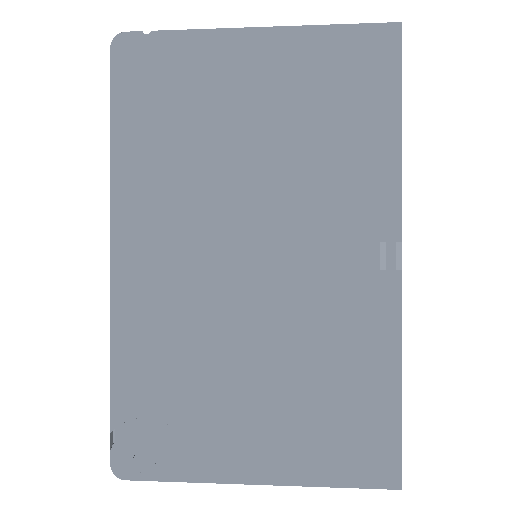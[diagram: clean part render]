
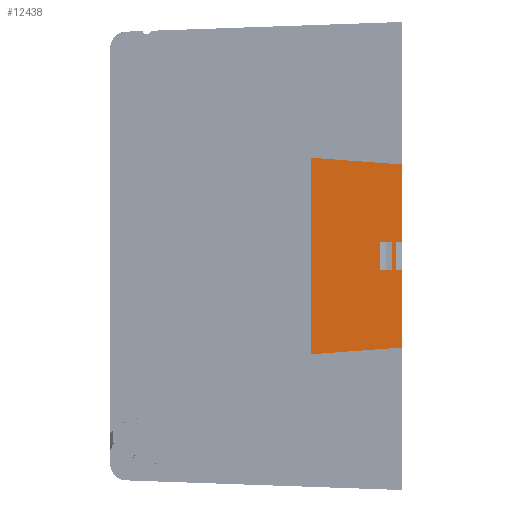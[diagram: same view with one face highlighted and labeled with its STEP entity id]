
A CAD part, left-side view. The second image highlights one B-rep face of the part: STEP entity #12438.
In plain terms, the highlighted planar face has unit normal (-1, 0, 0).
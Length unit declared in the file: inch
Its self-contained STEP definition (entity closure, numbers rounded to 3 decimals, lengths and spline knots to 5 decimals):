
#3317 = DIRECTION ( 'NONE',  ( 0., 0., -1. ) ) ;
#10006 = VECTOR ( 'NONE', #124443, 39.37008 ) ;
#10437 = CARTESIAN_POINT ( 'NONE',  ( -6.525, -1.85, 0.075 ) ) ;
#12438 = ADVANCED_FACE ( 'NONE', ( #24890, #118202 ), #83694, .F. ) ;
#14509 = CARTESIAN_POINT ( 'NONE',  ( -6.525, -1.735, 0.075 ) ) ;
#16655 = ORIENTED_EDGE ( 'NONE', *, *, #192107, .F. ) ;
#17250 = EDGE_CURVE ( 'NONE', #200908, #68851, #140626, .T. ) ;
#19597 = CARTESIAN_POINT ( 'NONE',  ( -6.525, -0.75, 6.69233 ) ) ;
#20168 = LINE ( 'NONE', #149172, #20570 ) ;
#20570 = VECTOR ( 'NONE', #68008, 39.37008 ) ;
#22018 = DIRECTION ( 'NONE',  ( 0., 0., -1. ) ) ;
#23514 = CARTESIAN_POINT ( 'NONE',  ( -6.525, -0.75, -0.94653 ) ) ;
#24541 = VECTOR ( 'NONE', #111142, 39.37008 ) ;
#24890 = FACE_OUTER_BOUND ( 'NONE', #145105, .T. ) ;
#24889 = VECTOR ( 'NONE', #111047, 39.37008 ) ;
#26020 = VECTOR ( 'NONE', #35166, 39.37008 ) ;
#26216 = LINE ( 'NONE', #178547, #26020 ) ;
#28758 = EDGE_CURVE ( 'NONE', #193398, #42083, #139264, .T. ) ;
#29556 = CARTESIAN_POINT ( 'NONE',  ( -6.525, -1.735, 0.075 ) ) ;
#30261 = ORIENTED_EDGE ( 'NONE', *, *, #38736, .F. ) ;
#30378 = EDGE_CURVE ( 'NONE', #38419, #111863, #20168, .T. ) ;
#34331 = CARTESIAN_POINT ( 'NONE',  ( -6.525, -0.75, 1.44653 ) ) ;
#34430 = ORIENTED_EDGE ( 'NONE', *, *, #113078, .T. ) ;
#35166 = DIRECTION ( 'NONE',  ( 0., -1., 0. ) ) ;
#38419 = VERTEX_POINT ( 'NONE', #51378 ) ;
#38736 = EDGE_CURVE ( 'NONE', #44100, #178825, #177509, .T. ) ;
#42083 = VERTEX_POINT ( 'NONE', #65114 ) ;
#42970 = CARTESIAN_POINT ( 'NONE',  ( -6.525, -1.85, 0.425 ) ) ;
#43490 = DIRECTION ( 'NONE',  ( 0., -1., 0. ) ) ;
#44100 = VERTEX_POINT ( 'NONE', #62912 ) ;
#44396 = DIRECTION ( 'NONE',  ( 0., 0., 1. ) ) ;
#48915 = CARTESIAN_POINT ( 'NONE',  ( -6.525, -1.735, 0.075 ) ) ;
#50045 = ORIENTED_EDGE ( 'NONE', *, *, #30378, .F. ) ;
#51378 = CARTESIAN_POINT ( 'NONE',  ( -6.525, -1.85, 1.365 ) ) ;
#59647 = ORIENTED_EDGE ( 'NONE', *, *, #28758, .T. ) ;
#60687 = EDGE_CURVE ( 'NONE', #208462, #111863, #26216, .T. ) ;
#62912 = CARTESIAN_POINT ( 'NONE',  ( -6.525, -1.785, 0.075 ) ) ;
#65114 = CARTESIAN_POINT ( 'NONE',  ( -6.525, -1.735, 0.425 ) ) ;
#68008 = DIRECTION ( 'NONE',  ( 0., 0., -1. ) ) ;
#68851 = VERTEX_POINT ( 'NONE', #23514 ) ;
#75673 = CARTESIAN_POINT ( 'NONE',  ( -6.525, -1.735, 0.425 ) ) ;
#75708 = CARTESIAN_POINT ( 'NONE',  ( -6.525, -2.40706, -0.82371 ) ) ;
#78033 = AXIS2_PLACEMENT_3D ( 'NONE', #196680, #99837, #3317 ) ;
#79795 = CARTESIAN_POINT ( 'NONE',  ( -6.525, -1.85, 1.365 ) ) ;
#79932 = VERTEX_POINT ( 'NONE', #104768 ) ;
#80231 = DIRECTION ( 'NONE',  ( 0., 0., -1. ) ) ;
#83694 = PLANE ( 'NONE',  #78033 ) ;
#84104 = ORIENTED_EDGE ( 'NONE', *, *, #206664, .F. ) ;
#85577 = EDGE_CURVE ( 'NONE', #178825, #79932, #87841, .T. ) ;
#86862 = EDGE_LOOP ( 'NONE', ( #209108, #34430, #59647, #84104 ) ) ;
#87841 = LINE ( 'NONE', #118643, #125685 ) ;
#88990 = CARTESIAN_POINT ( 'NONE',  ( -6.525, -1.85, 0.075 ) ) ;
#92102 = VECTOR ( 'NONE', #138224, 39.37008 ) ;
#94841 = CARTESIAN_POINT ( 'NONE',  ( -6.525, -1.58206, 0.075 ) ) ;
#96139 = ORIENTED_EDGE ( 'NONE', *, *, #101925, .T. ) ;
#99837 = DIRECTION ( 'NONE',  ( 1., 0., 0. ) ) ;
#101925 = EDGE_CURVE ( 'NONE', #68851, #79932, #176634, .T. ) ;
#103998 = ORIENTED_EDGE ( 'NONE', *, *, #85577, .F. ) ;
#104768 = CARTESIAN_POINT ( 'NONE',  ( -6.525, -1.85, -0.865 ) ) ;
#111047 = DIRECTION ( 'NONE',  ( 0., 0., 1. ) ) ;
#111142 = DIRECTION ( 'NONE',  ( 0., -1., 0. ) ) ;
#111863 = VERTEX_POINT ( 'NONE', #42970 ) ;
#113078 = EDGE_CURVE ( 'NONE', #203562, #193398, #153745, .T. ) ;
#117198 = ORIENTED_EDGE ( 'NONE', *, *, #60687, .T. ) ;
#118202 = FACE_BOUND ( 'NONE', #86862, .T. ) ;
#118643 = CARTESIAN_POINT ( 'NONE',  ( -6.525, -1.85, 6.69233 ) ) ;
#124443 = DIRECTION ( 'NONE',  ( 0., -0.997, 0.074 ) ) ;
#125685 = VECTOR ( 'NONE', #22018, 39.37008 ) ;
#134966 = LINE ( 'NONE', #202509, #92102 ) ;
#138224 = DIRECTION ( 'NONE',  ( 0., 0., 1. ) ) ;
#139264 = LINE ( 'NONE', #75673, #174595 ) ;
#140231 = VECTOR ( 'NONE', #80231, 39.37008 ) ;
#140626 = LINE ( 'NONE', #19597, #140231 ) ;
#140942 = LINE ( 'NONE', #29556, #199191 ) ;
#143778 = ORIENTED_EDGE ( 'NONE', *, *, #17250, .T. ) ;
#145105 = EDGE_LOOP ( 'NONE', ( #103998, #30261, #201108, #117198, #50045, #16655, #143778, #96139 ) ) ;
#147219 = LINE ( 'NONE', #79795, #185163 ) ;
#149172 = CARTESIAN_POINT ( 'NONE',  ( -6.525, -1.85, 6.69233 ) ) ;
#153745 = LINE ( 'NONE', #94841, #24889 ) ;
#154142 = VERTEX_POINT ( 'NONE', #48915 ) ;
#174595 = VECTOR ( 'NONE', #188719, 39.37008 ) ;
#176634 = LINE ( 'NONE', #75708, #10006 ) ;
#177509 = LINE ( 'NONE', #10437, #177783 ) ;
#177783 = VECTOR ( 'NONE', #43490, 39.37008 ) ;
#178547 = CARTESIAN_POINT ( 'NONE',  ( -6.525, -1.85, 0.425 ) ) ;
#178825 = VERTEX_POINT ( 'NONE', #88990 ) ;
#185163 = VECTOR ( 'NONE', #192875, 39.37008 ) ;
#185622 = EDGE_CURVE ( 'NONE', #44100, #208462, #134966, .T. ) ;
#188719 = DIRECTION ( 'NONE',  ( 0., -1., 0. ) ) ;
#190402 = CARTESIAN_POINT ( 'NONE',  ( -6.525, -1.58206, 0.425 ) ) ;
#191203 = LINE ( 'NONE', #14509, #24541 ) ;
#192107 = EDGE_CURVE ( 'NONE', #200908, #38419, #147219, .T. ) ;
#192875 = DIRECTION ( 'NONE',  ( 0., -0.997, -0.074 ) ) ;
#193398 = VERTEX_POINT ( 'NONE', #190402 ) ;
#196680 = CARTESIAN_POINT ( 'NONE',  ( -6.525, -1.85, 6.69233 ) ) ;
#196757 = CARTESIAN_POINT ( 'NONE',  ( -6.525, -1.58206, 0.075 ) ) ;
#199191 = VECTOR ( 'NONE', #44396, 39.37008 ) ;
#200908 = VERTEX_POINT ( 'NONE', #34331 ) ;
#201108 = ORIENTED_EDGE ( 'NONE', *, *, #185622, .T. ) ;
#202509 = CARTESIAN_POINT ( 'NONE',  ( -6.525, -1.785, 0.075 ) ) ;
#203562 = VERTEX_POINT ( 'NONE', #196757 ) ;
#205566 = EDGE_CURVE ( 'NONE', #203562, #154142, #191203, .T. ) ;
#206664 = EDGE_CURVE ( 'NONE', #154142, #42083, #140942, .T. ) ;
#208462 = VERTEX_POINT ( 'NONE', #208873 ) ;
#208873 = CARTESIAN_POINT ( 'NONE',  ( -6.525, -1.785, 0.425 ) ) ;
#209108 = ORIENTED_EDGE ( 'NONE', *, *, #205566, .F. ) ;
